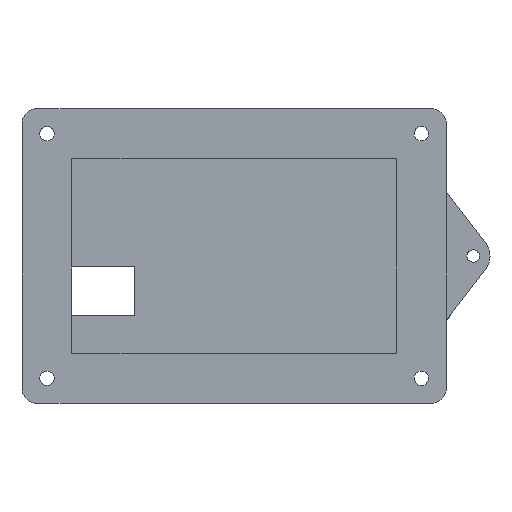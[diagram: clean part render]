
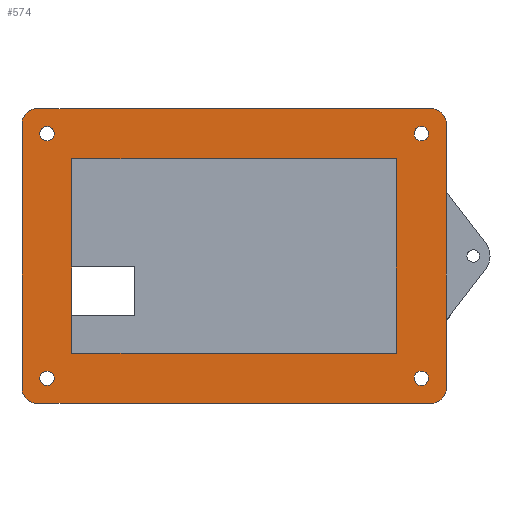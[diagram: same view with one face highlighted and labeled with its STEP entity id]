
A CAD part, top view. The second image highlights one B-rep face of the part: STEP entity #574.
In plain terms, the highlighted planar face has unit normal (0, 0, 1).
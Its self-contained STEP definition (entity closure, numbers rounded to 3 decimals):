
#31=FACE_BOUND('',#99,.T.);
#32=FACE_BOUND('',#100,.T.);
#33=FACE_BOUND('',#101,.T.);
#34=FACE_BOUND('',#102,.T.);
#35=FACE_BOUND('',#103,.T.);
#46=CIRCLE('',#616,3.);
#47=CIRCLE('',#617,3.);
#48=CIRCLE('',#618,3.);
#49=CIRCLE('',#619,3.);
#50=CIRCLE('',#620,1.45);
#51=CIRCLE('',#621,1.45);
#52=CIRCLE('',#622,1.45);
#53=CIRCLE('',#623,1.45);
#64=FACE_OUTER_BOUND('',#98,.T.);
#98=EDGE_LOOP('',(#430,#431,#432,#433,#434,#435,#436,#437));
#99=EDGE_LOOP('',(#438,#439,#440,#441));
#100=EDGE_LOOP('',(#442));
#101=EDGE_LOOP('',(#443));
#102=EDGE_LOOP('',(#444));
#103=EDGE_LOOP('',(#445));
#137=LINE('',#834,#198);
#155=LINE('',#886,#216);
#156=LINE('',#890,#217);
#157=LINE('',#894,#218);
#158=LINE('',#898,#219);
#159=LINE('',#901,#220);
#160=LINE('',#903,#221);
#161=LINE('',#904,#222);
#198=VECTOR('',#665,10.);
#216=VECTOR('',#709,10.);
#217=VECTOR('',#712,10.);
#218=VECTOR('',#715,10.);
#219=VECTOR('',#718,10.);
#220=VECTOR('',#721,10.);
#221=VECTOR('',#722,10.);
#222=VECTOR('',#723,10.);
#258=VERTEX_POINT('',#831);
#259=VERTEX_POINT('',#833);
#279=VERTEX_POINT('',#884);
#280=VERTEX_POINT('',#885);
#281=VERTEX_POINT('',#887);
#282=VERTEX_POINT('',#889);
#283=VERTEX_POINT('',#891);
#284=VERTEX_POINT('',#893);
#285=VERTEX_POINT('',#895);
#286=VERTEX_POINT('',#897);
#287=VERTEX_POINT('',#900);
#288=VERTEX_POINT('',#902);
#289=VERTEX_POINT('',#905);
#290=VERTEX_POINT('',#907);
#291=VERTEX_POINT('',#909);
#292=VERTEX_POINT('',#911);
#313=EDGE_CURVE('',#258,#259,#137,.T.);
#339=EDGE_CURVE('',#279,#280,#155,.T.);
#340=EDGE_CURVE('',#281,#279,#46,.T.);
#341=EDGE_CURVE('',#282,#281,#156,.T.);
#342=EDGE_CURVE('',#283,#282,#47,.T.);
#343=EDGE_CURVE('',#284,#283,#157,.T.);
#344=EDGE_CURVE('',#285,#284,#48,.T.);
#345=EDGE_CURVE('',#286,#285,#158,.T.);
#346=EDGE_CURVE('',#280,#286,#49,.T.);
#347=EDGE_CURVE('',#287,#258,#159,.T.);
#348=EDGE_CURVE('',#288,#287,#160,.T.);
#349=EDGE_CURVE('',#259,#288,#161,.T.);
#350=EDGE_CURVE('',#289,#289,#50,.T.);
#351=EDGE_CURVE('',#290,#290,#51,.T.);
#352=EDGE_CURVE('',#291,#291,#52,.T.);
#353=EDGE_CURVE('',#292,#292,#53,.T.);
#430=ORIENTED_EDGE('',*,*,#339,.F.);
#431=ORIENTED_EDGE('',*,*,#340,.F.);
#432=ORIENTED_EDGE('',*,*,#341,.F.);
#433=ORIENTED_EDGE('',*,*,#342,.F.);
#434=ORIENTED_EDGE('',*,*,#343,.F.);
#435=ORIENTED_EDGE('',*,*,#344,.F.);
#436=ORIENTED_EDGE('',*,*,#345,.F.);
#437=ORIENTED_EDGE('',*,*,#346,.F.);
#438=ORIENTED_EDGE('',*,*,#347,.F.);
#439=ORIENTED_EDGE('',*,*,#348,.F.);
#440=ORIENTED_EDGE('',*,*,#349,.F.);
#441=ORIENTED_EDGE('',*,*,#313,.F.);
#442=ORIENTED_EDGE('',*,*,#350,.F.);
#443=ORIENTED_EDGE('',*,*,#351,.F.);
#444=ORIENTED_EDGE('',*,*,#352,.F.);
#445=ORIENTED_EDGE('',*,*,#353,.F.);
#554=PLANE('',#615);
#574=ADVANCED_FACE('',(#64,#31,#32,#33,#34,#35),#554,.T.);
#615=AXIS2_PLACEMENT_3D('',#883,#707,#708);
#616=AXIS2_PLACEMENT_3D('',#888,#710,#711);
#617=AXIS2_PLACEMENT_3D('',#892,#713,#714);
#618=AXIS2_PLACEMENT_3D('',#896,#716,#717);
#619=AXIS2_PLACEMENT_3D('',#899,#719,#720);
#620=AXIS2_PLACEMENT_3D('',#906,#724,#725);
#621=AXIS2_PLACEMENT_3D('',#908,#726,#727);
#622=AXIS2_PLACEMENT_3D('',#910,#728,#729);
#623=AXIS2_PLACEMENT_3D('',#912,#730,#731);
#665=DIRECTION('',(0.,-1.,0.));
#707=DIRECTION('center_axis',(0.,0.,1.));
#708=DIRECTION('ref_axis',(1.,0.,0.));
#709=DIRECTION('',(1.,0.,0.));
#710=DIRECTION('center_axis',(0.,0.,-1.));
#711=DIRECTION('ref_axis',(-0.707,0.707,0.));
#712=DIRECTION('',(0.,1.,0.));
#713=DIRECTION('center_axis',(0.,0.,-1.));
#714=DIRECTION('ref_axis',(-0.707,-0.707,0.));
#715=DIRECTION('',(-1.,0.,0.));
#716=DIRECTION('center_axis',(0.,0.,-1.));
#717=DIRECTION('ref_axis',(0.707,-0.707,0.));
#718=DIRECTION('',(0.,-1.,0.));
#719=DIRECTION('center_axis',(0.,0.,-1.));
#720=DIRECTION('ref_axis',(0.707,0.707,0.));
#721=DIRECTION('',(-1.,0.,0.));
#722=DIRECTION('',(0.,1.,0.));
#723=DIRECTION('',(1.,0.,0.));
#724=DIRECTION('center_axis',(0.,0.,1.));
#725=DIRECTION('ref_axis',(1.,0.,0.));
#726=DIRECTION('center_axis',(0.,0.,1.));
#727=DIRECTION('ref_axis',(1.,0.,0.));
#728=DIRECTION('center_axis',(0.,0.,1.));
#729=DIRECTION('ref_axis',(1.,0.,0.));
#730=DIRECTION('center_axis',(0.,0.,1.));
#731=DIRECTION('ref_axis',(1.,0.,0.));
#831=CARTESIAN_POINT('',(-32.5,19.5,9.6));
#833=CARTESIAN_POINT('',(-32.5,-19.5,9.6));
#834=CARTESIAN_POINT('',(-32.5,-9.75,9.6));
#883=CARTESIAN_POINT('Origin',(0.,0.,
9.6));
#884=CARTESIAN_POINT('',(-39.5,29.5,9.6));
#885=CARTESIAN_POINT('',(39.5,29.5,9.6));
#886=CARTESIAN_POINT('',(21.25,29.5,9.6));
#887=CARTESIAN_POINT('',(-42.5,26.5,9.6));
#888=CARTESIAN_POINT('Origin',(-39.5,26.5,9.6));
#889=CARTESIAN_POINT('',(-42.5,-26.5,9.6));
#890=CARTESIAN_POINT('',(-42.5,14.75,9.6));
#891=CARTESIAN_POINT('',(-39.5,-29.5,9.6));
#892=CARTESIAN_POINT('Origin',(-39.5,-26.5,9.6));
#893=CARTESIAN_POINT('',(39.5,-29.5,9.6));
#894=CARTESIAN_POINT('',(-21.25,-29.5,9.6));
#895=CARTESIAN_POINT('',(42.5,-26.5,9.6));
#896=CARTESIAN_POINT('Origin',(39.5,-26.5,9.6));
#897=CARTESIAN_POINT('',(42.5,26.5,9.6));
#898=CARTESIAN_POINT('',(42.5,-14.75,9.6));
#899=CARTESIAN_POINT('Origin',(39.5,26.5,9.6));
#900=CARTESIAN_POINT('',(32.5,19.5,9.6));
#901=CARTESIAN_POINT('',(-16.25,19.5,9.6));
#902=CARTESIAN_POINT('',(32.5,-19.5,9.6));
#903=CARTESIAN_POINT('',(32.5,9.75,9.6));
#904=CARTESIAN_POINT('',(16.25,-19.5,9.6));
#905=CARTESIAN_POINT('',(-38.95,24.5,9.6));
#906=CARTESIAN_POINT('Origin',(-37.5,24.5,9.6));
#907=CARTESIAN_POINT('',(36.05,-24.5,9.6));
#908=CARTESIAN_POINT('Origin',(37.5,-24.5,9.6));
#909=CARTESIAN_POINT('',(36.05,24.5,9.6));
#910=CARTESIAN_POINT('Origin',(37.5,24.5,9.6));
#911=CARTESIAN_POINT('',(-38.95,-24.5,9.6));
#912=CARTESIAN_POINT('Origin',(-37.5,-24.5,9.6));
